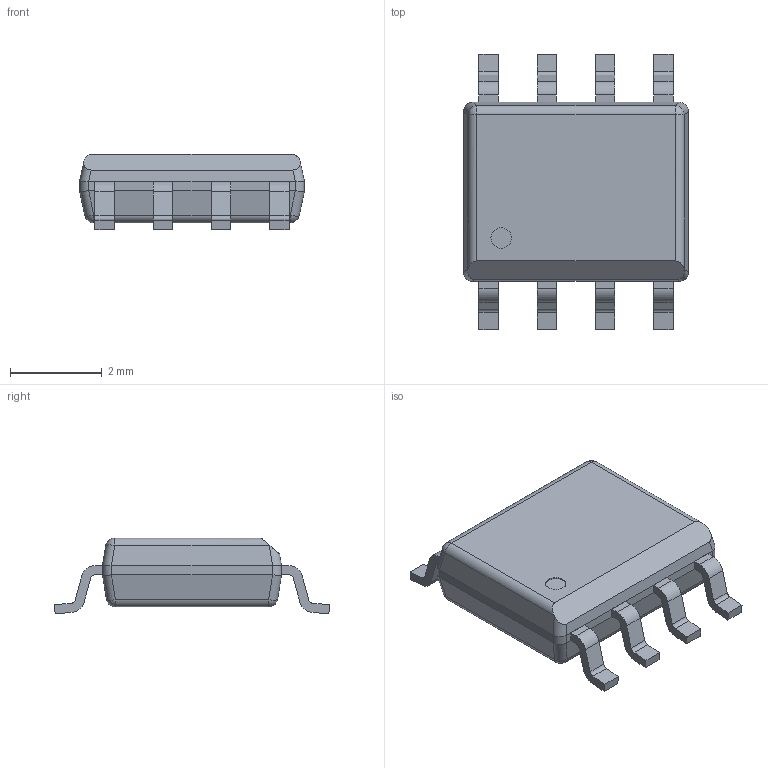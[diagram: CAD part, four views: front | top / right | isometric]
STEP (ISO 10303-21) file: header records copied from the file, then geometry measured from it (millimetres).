
FILE_DESCRIPTION( ( '' ), ' ' );
FILE_NAME( '5acffdaf5874510ec9d1450d.step', '2018-04-13T00:45:36', ( '' ), ( '' ), ' ', ' ', ' ' );
FILE_SCHEMA( ( 'AUTOMOTIVE_DESIGN { 1 0 10303 214 1 1 1 1 }' ) );
Length unit declared in the file: metre
Products named in the file (10): Open CASCADE STEP translator 6.8 86; Open CASCADE STEP translator 6.8 85
Bounding box: 4.9 x 6 x 1.65 mm (x, y, z)
Volume: 27.9 mm3; surface area: 91.3 mm2
Topology: 10 solids, 10 shells, 165 faces, 411 edges, 268 vertices
Faces by surface type: plane 107, cylinder 52, sphere 6
Full cylindrical faces by diameter (mm): 0.45 x1
Entity records: 8414 total; most frequent: CARTESIAN_POINT 925, DIRECTION 858, ORIENTED_EDGE 820, STYLED_ITEM 575, PRESENTATION_STYLE_ASSIGNMENT 575, COLOUR_RGB 575, EDGE_CURVE 410, CURVE_STYLE 410
